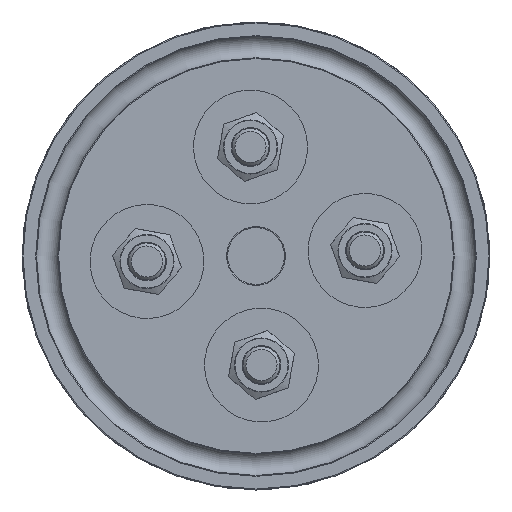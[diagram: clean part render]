
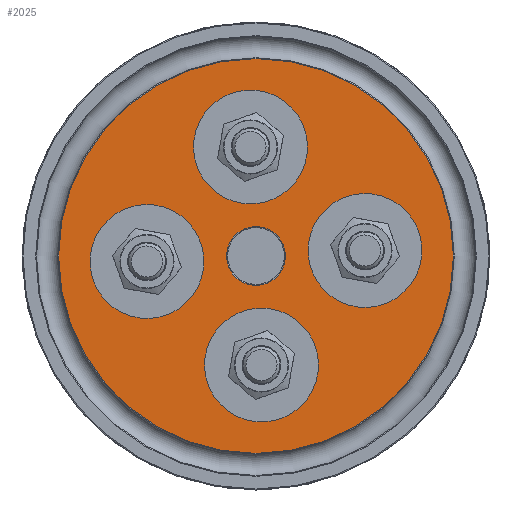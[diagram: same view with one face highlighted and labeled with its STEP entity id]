
A CAD part, front view. The second image highlights one B-rep face of the part: STEP entity #2025.
In plain terms, the highlighted planar face has unit normal (0, -1, 0).
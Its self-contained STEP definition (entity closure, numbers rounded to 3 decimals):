
#270=FACE_BOUND('',#605,.T.);
#271=FACE_BOUND('',#606,.T.);
#272=FACE_BOUND('',#607,.T.);
#273=FACE_BOUND('',#608,.T.);
#274=FACE_BOUND('',#609,.T.);
#331=PLANE('',#2303);
#447=FACE_OUTER_BOUND('',#604,.T.);
#604=EDGE_LOOP('',(#1761));
#605=EDGE_LOOP('',(#1762));
#606=EDGE_LOOP('',(#1763));
#607=EDGE_LOOP('',(#1764));
#608=EDGE_LOOP('',(#1765));
#609=EDGE_LOOP('',(#1766));
#685=CIRCLE('',#2142,3.9);
#711=CIRCLE('',#2192,3.9);
#737=CIRCLE('',#2242,3.9);
#763=CIRCLE('',#2292,3.9);
#769=CIRCLE('',#2304,41.581);
#770=CIRCLE('',#2305,6.2);
#865=VERTEX_POINT('',#3245);
#899=VERTEX_POINT('',#3380);
#933=VERTEX_POINT('',#3515);
#967=VERTEX_POINT('',#3650);
#972=VERTEX_POINT('',#3670);
#973=VERTEX_POINT('',#3672);
#1075=EDGE_CURVE('',#865,#865,#685,.T.);
#1128=EDGE_CURVE('',#899,#899,#711,.T.);
#1181=EDGE_CURVE('',#933,#933,#737,.T.);
#1234=EDGE_CURVE('',#967,#967,#763,.T.);
#1242=EDGE_CURVE('',#972,#972,#769,.T.);
#1243=EDGE_CURVE('',#973,#973,#770,.T.);
#1761=ORIENTED_EDGE('',*,*,#1242,.F.);
#1762=ORIENTED_EDGE('',*,*,#1234,.F.);
#1763=ORIENTED_EDGE('',*,*,#1181,.F.);
#1764=ORIENTED_EDGE('',*,*,#1128,.F.);
#1765=ORIENTED_EDGE('',*,*,#1075,.F.);
#1766=ORIENTED_EDGE('',*,*,#1243,.F.);
#2025=ADVANCED_FACE('',(#447,#270,#271,#272,#273,#274),#331,.T.);
#2142=AXIS2_PLACEMENT_3D('',#3247,#2542,#2543);
#2192=AXIS2_PLACEMENT_3D('',#3382,#2657,#2658);
#2242=AXIS2_PLACEMENT_3D('',#3517,#2772,#2773);
#2292=AXIS2_PLACEMENT_3D('',#3652,#2887,#2888);
#2303=AXIS2_PLACEMENT_3D('',#3669,#2911,#2912);
#2304=AXIS2_PLACEMENT_3D('',#3671,#2913,#2914);
#2305=AXIS2_PLACEMENT_3D('',#3673,#2915,#2916);
#2542=DIRECTION('center_axis',(0.,-1.,0.));
#2543=DIRECTION('ref_axis',(-0.999,0.,-0.05));
#2657=DIRECTION('center_axis',(0.,-1.,0.));
#2658=DIRECTION('ref_axis',(0.05,0.,-0.999));
#2772=DIRECTION('center_axis',(0.,-1.,0.));
#2773=DIRECTION('ref_axis',(0.999,0.,0.05));
#2887=DIRECTION('center_axis',(0.,-1.,0.));
#2888=DIRECTION('ref_axis',(-0.05,0.,0.999));
#2911=DIRECTION('center_axis',(0.,-1.,0.));
#2912=DIRECTION('ref_axis',(-0.999,0.,-0.05));
#2913=DIRECTION('center_axis',(0.,1.,0.));
#2914=DIRECTION('ref_axis',(-1.,0.,0.));
#2915=DIRECTION('center_axis',(0.,-1.,0.));
#2916=DIRECTION('ref_axis',(0.05,0.,-0.999));
#3245=CARTESIAN_POINT('',(26.866,0.,1.352));
#3247=CARTESIAN_POINT('Origin',(22.971,0.,1.156));
#3380=CARTESIAN_POINT('',(-1.352,0.,26.866));
#3382=CARTESIAN_POINT('Origin',(-1.156,0.,
22.971));
#3515=CARTESIAN_POINT('',(-26.866,0.,-1.352));
#3517=CARTESIAN_POINT('Origin',(-22.971,0.,
-1.156));
#3650=CARTESIAN_POINT('',(1.352,0.,-26.866));
#3652=CARTESIAN_POINT('Origin',(1.156,0.,-22.971));
#3669=CARTESIAN_POINT('Origin',(-1.583,0.,
31.46));
#3670=CARTESIAN_POINT('',(0.,0.,41.581));
#3671=CARTESIAN_POINT('Origin',(0.,0.,0.));
#3672=CARTESIAN_POINT('',(-6.192,0.,-0.312));
#3673=CARTESIAN_POINT('Origin',(0.,0.,
0.));
